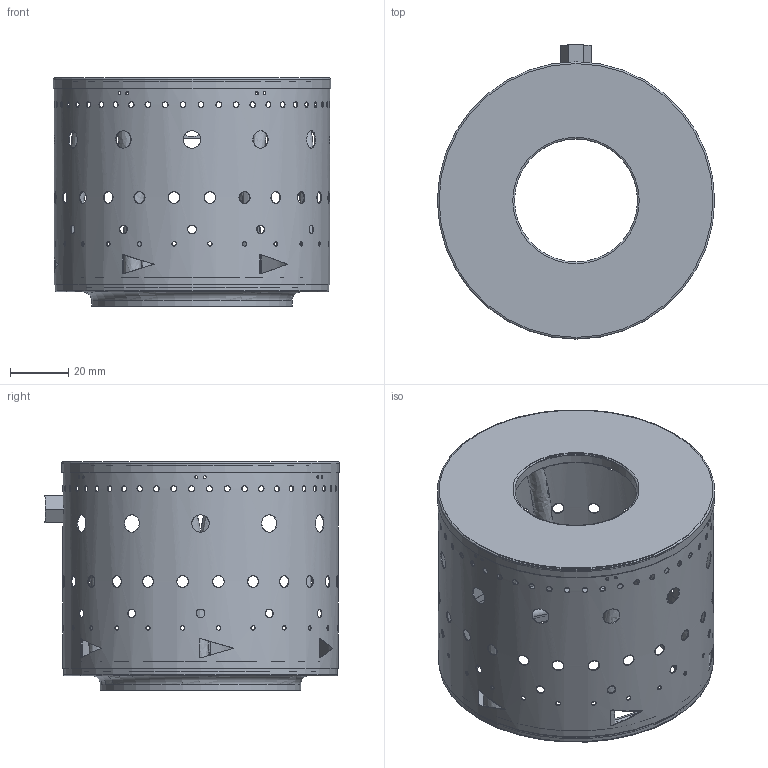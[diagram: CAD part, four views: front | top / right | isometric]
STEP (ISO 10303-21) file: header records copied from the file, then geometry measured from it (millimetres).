
FILE_DESCRIPTION(('HOOPS Exchange Step'),'2;1');
FILE_NAME('temp_export','2023-06-07T00:19:18-18:-30',('AKASH'),('Shapr3D Limited'),'HOOPS Exchange 2022.2','Shapr3D','Authorized');
FILE_SCHEMA( ('AUTOMOTIVE_DESIGN { 1 0 10303 214 1 1 1 1 }') );
Length unit declared in the file: millimetre
Products named in the file (5): Front Pt of Comb Chamber-1; External Pt of Comb Chamber -1; Back Pt of Comb Chamber-1; Comb Chamber.SLDASM; root
Assembly tree (4 placements, depth 3):
  root
    Comb Chamber.SLDASM
      Front Pt of Comb Chamber-1
      External Pt of Comb Chamber -1
      Back Pt of Comb Chamber-1
Bounding box: 95.6 x 101.47 x 78.8 mm (x, y, z)
Volume: 12200.3 mm3; surface area: 79131.7 mm2
Topology: 3 solids, 3 shells, 253 faces, 758 edges, 514 vertices
Faces by surface type: cylinder 174, plane 58, bspline 13, torus 8
Full cylindrical faces by diameter (mm): 1 x24, 1.5 x24, 2 x48, 3 x12, 3.5 x6, 4 x24, 6 x17, 8 x1, 42.4 x1, 43 x1, 68.5 x1, 69.1 x1, 93.8 x1, 94.4 x2, 95 x2, 95.6 x1
Entity records: 34234 total; most frequent: CARTESIAN_POINT 27136, ORIENTED_EDGE 1516, DIRECTION 1123, EDGE_CURVE 758, EDGE_LOOP 588, FACE_BOUND 588, VERTEX_POINT 514, AXIS2_PLACEMENT_3D 450
